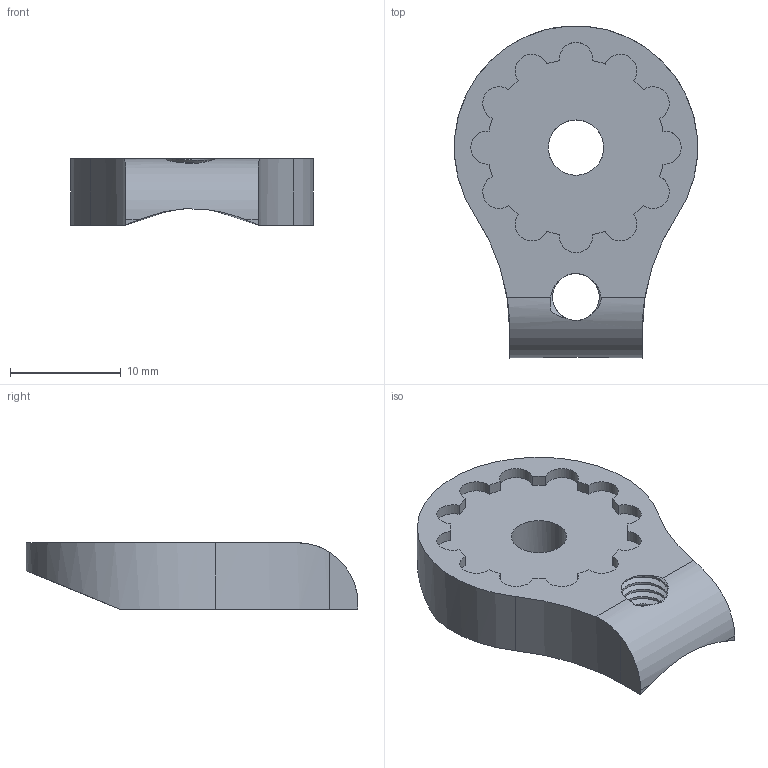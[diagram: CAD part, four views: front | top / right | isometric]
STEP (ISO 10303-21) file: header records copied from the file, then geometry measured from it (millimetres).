
FILE_DESCRIPTION(/* description */ (''),/* implementation_level */ '2;1');
FILE_NAME(/* name */ 'Shifter_part1_plusplusV2 v3.step',/* time_stamp */ '2021-03-22T09:37:15+01:00',/* author */ (''),/* organization */ (''),/* preprocessor_version */ 'ST-DEVELOPER v18.1',/* originating_system */ 'Autodesk Translation Framework v9.10.0.1330',/* authorisation */ '');
FILE_SCHEMA (('AUTOMOTIVE_DESIGN { 1 0 10303 214 3 1 1 }'));
Length unit declared in the file: millimetre
Products named in the file (1): Shifter_part1_plusplusV2
Bounding box: 21.95 x 29.99 x 6 mm (x, y, z)
Volume: 2019.1 mm3; surface area: 1571.3 mm2
Topology: 1 solids, 1 shells, 57 faces, 164 edges, 109 vertices
Faces by surface type: cylinder 43, plane 9, bspline 5
Full cylindrical faces by diameter (mm): 4.234 x4, 5 x1, 5.12 x3
Entity records: 3174 total; most frequent: CARTESIAN_POINT 1694, ORIENTED_EDGE 328, DIRECTION 279, EDGE_CURVE 164, AXIS2_PLACEMENT_3D 113, VERTEX_POINT 109, EDGE_LOOP 61, CIRCLE 59
